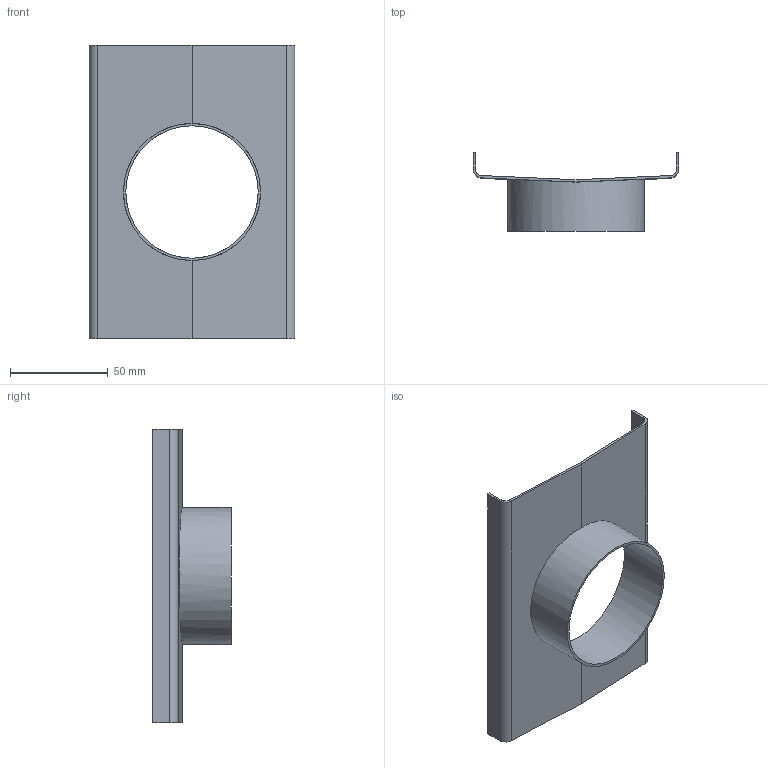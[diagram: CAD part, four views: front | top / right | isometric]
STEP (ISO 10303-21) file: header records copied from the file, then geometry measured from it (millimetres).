
FILE_DESCRIPTION(/* description */ (''),/* implementation_level */ '2;1');
FILE_NAME(/* name */ 'XB-9050',/* time_stamp */ '2023-06-30T13:19:30+08:00',/* author */ (''),/* organization */ (''),/* preprocessor_version */ 'ST-DEVELOPER v9',/* originating_system */ 'EDS PLM SOLUTIONS - UNIGRAPHICS NX 2.0',/* authorisation */ '');
FILE_SCHEMA (('CONFIG_CONTROL_DESIGN'));
Length unit declared in the file: millimetre
Products named in the file (1): AdmiE3C606tt
Bounding box: 105 x 40 x 150 mm (x, y, z)
Volume: 24947.2 mm3; surface area: 42493.9 mm2
Topology: 1 solids, 1 shells, 19 faces, 52 edges, 34 vertices
Faces by surface type: plane 13, cylinder 6
Full cylindrical faces by diameter (mm): 67.6 x1, 70 x1
Entity records: 684 total; most frequent: DIRECTION 104, CARTESIAN_POINT 104, ORIENTED_EDGE 100, EDGE_CURVE 50, LINE 36, VECTOR 36, VERTEX_POINT 34, AXIS2_PLACEMENT_3D 34
